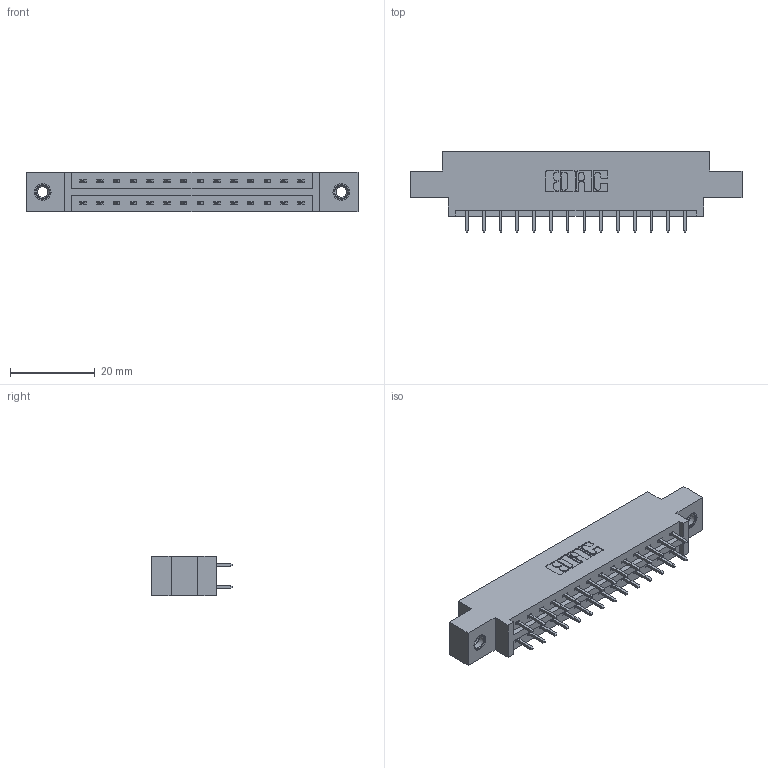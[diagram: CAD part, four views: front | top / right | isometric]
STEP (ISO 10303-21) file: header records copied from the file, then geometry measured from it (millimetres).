
FILE_DESCRIPTION (( 'STEP AP203' ), '1' );
FILE_NAME ('387-028-521-807.STEP', '2018-09-16T18:13:34', ( '' ), ( '' ), 'SwSTEP 2.0', 'SolidWorks 2016', '' );
FILE_SCHEMA (( 'CONFIG_CONTROL_DESIGN' ));
Length unit declared in the file: inch
Products named in the file (4): 337 Part_0.170 Offset - 0.156 Dia-TI; 345-292-001_345-293-121; 345-250-001_345-250-005-103; 387-028-521-807
Assembly tree (31 placements, depth 2):
  387-028-521-807
    337 Part_0.170 Offset - 0.156 Dia-TI
    345-292-001_345-293-121  x28
    345-250-001_345-250-005-103  x2
Bounding box: 78.49 x 19.06 x 9.4 mm (x, y, z)
Volume: 7756.3 mm3; surface area: 8557.3 mm2
Topology: 31 solids, 31 shells, 1690 faces, 4967 edges, 3266 vertices
Faces by surface type: plane 1170, cylinder 504, cone 12, torus 4
Entity records: 15812 total; most frequent: CARTESIAN_POINT 2669, ORIENTED_EDGE 2598, DIRECTION 2353, EDGE_CURVE 1299, VECTOR 1151, LINE 1151, VERTEX_POINT 860, AXIS2_PLACEMENT_3D 601
